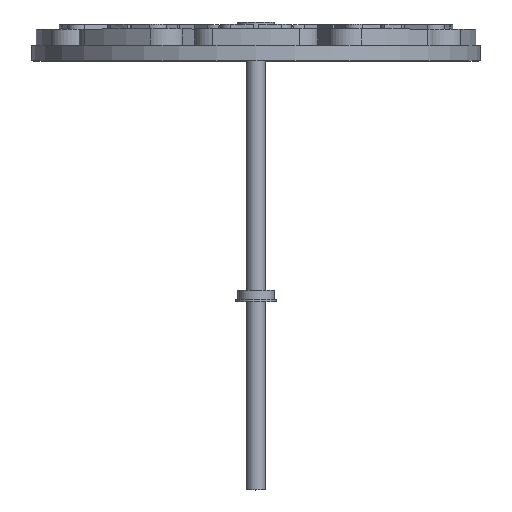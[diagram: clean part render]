
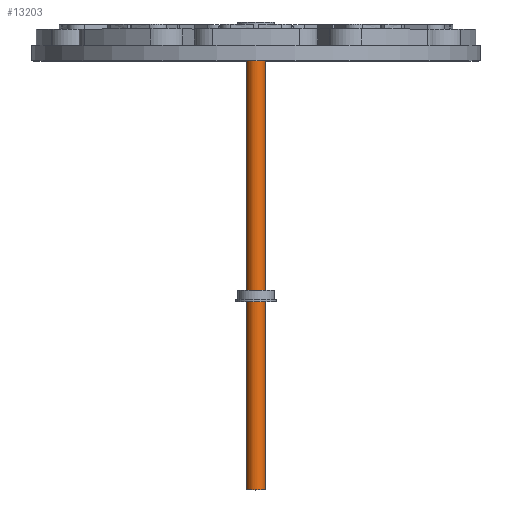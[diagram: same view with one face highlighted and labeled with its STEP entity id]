
A CAD part, top view. The second image highlights one B-rep face of the part: STEP entity #13203.
In plain terms, the highlighted cylindrical face has radius 4 mm (diameter 8 mm), a full revolution.
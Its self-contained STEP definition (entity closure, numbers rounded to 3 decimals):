
#1423=LINE('',#23652,#2444);
#2444=VECTOR('',#19072,4.);
#2803=CYLINDRICAL_SURFACE('',#14960,4.);
#3570=FACE_OUTER_BOUND('',#4331,.T.);
#4331=EDGE_LOOP('',(#12256,#12257,#12258,#12259));
#5224=CIRCLE('',#14961,4.);
#5225=CIRCLE('',#14962,4.);
#6498=VERTEX_POINT('',#23649);
#6499=VERTEX_POINT('',#23651);
#8420=EDGE_CURVE('',#6498,#6498,#5224,.T.);
#8421=EDGE_CURVE('',#6498,#6499,#1423,.T.);
#8422=EDGE_CURVE('',#6499,#6499,#5225,.T.);
#12256=ORIENTED_EDGE('',*,*,#8420,.F.);
#12257=ORIENTED_EDGE('',*,*,#8421,.T.);
#12258=ORIENTED_EDGE('',*,*,#8422,.T.);
#12259=ORIENTED_EDGE('',*,*,#8421,.F.);
#13203=ADVANCED_FACE('',(#3570),#2803,.T.);
#14960=AXIS2_PLACEMENT_3D('',#23648,#19068,#19069);
#14961=AXIS2_PLACEMENT_3D('',#23650,#19070,#19071);
#14962=AXIS2_PLACEMENT_3D('',#23653,#19073,#19074);
#19068=DIRECTION('center_axis',(0.,1.,0.));
#19069=DIRECTION('ref_axis',(-1.,0.,0.));
#19070=DIRECTION('center_axis',(0.,1.,0.));
#19071=DIRECTION('ref_axis',(-1.,0.,0.));
#19072=DIRECTION('',(0.,-1.,0.));
#19073=DIRECTION('center_axis',(0.,1.,0.));
#19074=DIRECTION('ref_axis',(-1.,0.,0.));
#23648=CARTESIAN_POINT('Origin',(0.,0.,0.));
#23649=CARTESIAN_POINT('',(4.,200.,0.));
#23650=CARTESIAN_POINT('Origin',(0.,200.,0.));
#23651=CARTESIAN_POINT('',(4.,0.,0.));
#23652=CARTESIAN_POINT('',(4.,0.,0.));
#23653=CARTESIAN_POINT('Origin',(0.,0.,0.));
